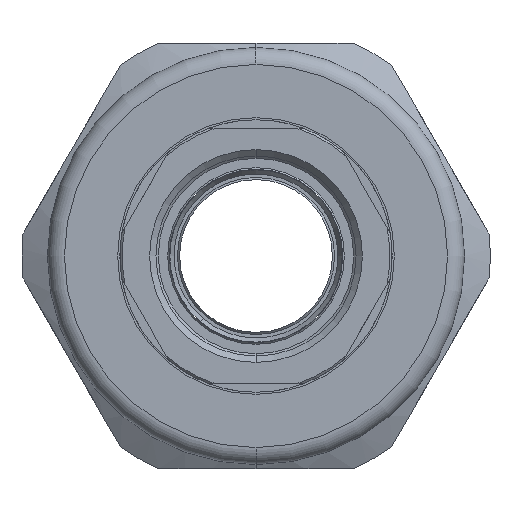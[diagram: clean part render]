
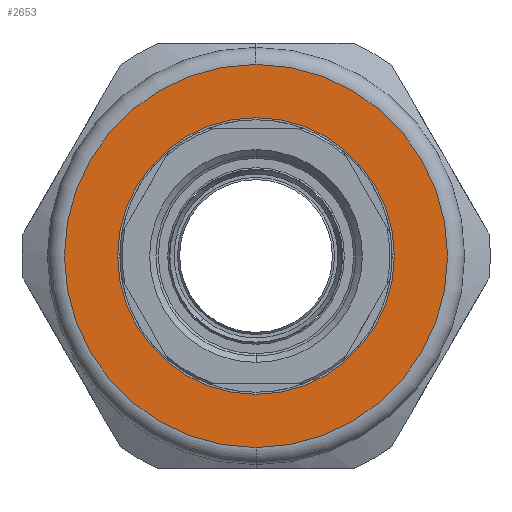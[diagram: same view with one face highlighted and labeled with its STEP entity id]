
A CAD part, left-side view. The second image highlights one B-rep face of the part: STEP entity #2653.
In plain terms, the highlighted planar face has unit normal (-1, 0, 0).
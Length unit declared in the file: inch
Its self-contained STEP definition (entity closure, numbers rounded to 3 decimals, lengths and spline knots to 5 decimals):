
#44 = CARTESIAN_POINT ( 'NONE',  ( -0.24094, 0., 0. ) ) ;
#208 = EDGE_LOOP ( 'NONE', ( #1055, #2294 ) ) ;
#235 = CARTESIAN_POINT ( 'NONE',  ( -0.24094, 0., 0. ) ) ;
#353 = CARTESIAN_POINT ( 'NONE',  ( -0.24094, 0., 0.88583 ) ) ;
#459 = CARTESIAN_POINT ( 'NONE',  ( -0.24094, 0., 0. ) ) ;
#477 = EDGE_CURVE ( 'NONE', #1871, #1093, #573, .T. ) ;
#485 = EDGE_CURVE ( 'NONE', #2723, #2913, #2664, .T. ) ;
#573 = CIRCLE ( 'NONE', #2503, 0.63976 ) ;
#604 = ORIENTED_EDGE ( 'NONE', *, *, #1347, .T. ) ;
#611 = CARTESIAN_POINT ( 'NONE',  ( -0.24094, 0., -0.63976 ) ) ;
#849 = CARTESIAN_POINT ( 'NONE',  ( -0.24094, 0., 0.63976 ) ) ;
#906 = DIRECTION ( 'NONE',  ( 0., 0., -1. ) ) ;
#978 = ORIENTED_EDGE ( 'NONE', *, *, #477, .T. ) ;
#987 = CARTESIAN_POINT ( 'NONE',  ( -0.24094, 0., 0. ) ) ;
#1030 = CIRCLE ( 'NONE', #1497, 0.63976 ) ;
#1045 = DIRECTION ( 'NONE',  ( 0., 0., -1. ) ) ;
#1055 = ORIENTED_EDGE ( 'NONE', *, *, #1510, .F. ) ;
#1090 = FACE_BOUND ( 'NONE', #2136, .T. ) ;
#1093 = VERTEX_POINT ( 'NONE', #611 ) ;
#1134 = DIRECTION ( 'NONE',  ( 1., 0., 0. ) ) ;
#1186 = DIRECTION ( 'NONE',  ( 1., 0., 0. ) ) ;
#1266 = DIRECTION ( 'NONE',  ( 1., 0., 0. ) ) ;
#1335 = AXIS2_PLACEMENT_3D ( 'NONE', #987, #2829, #2417 ) ;
#1347 = EDGE_CURVE ( 'NONE', #1093, #1871, #1030, .T. ) ;
#1497 = AXIS2_PLACEMENT_3D ( 'NONE', #1731, #1266, #1045 ) ;
#1510 = EDGE_CURVE ( 'NONE', #2913, #2723, #1967, .T. ) ;
#1565 = DIRECTION ( 'NONE',  ( 0., 0., -1. ) ) ;
#1731 = CARTESIAN_POINT ( 'NONE',  ( -0.24094, 0., 0. ) ) ;
#1871 = VERTEX_POINT ( 'NONE', #849 ) ;
#1877 = DIRECTION ( 'NONE',  ( 0., 0., -1. ) ) ;
#1967 = CIRCLE ( 'NONE', #2856, 0.88583 ) ;
#2136 = EDGE_LOOP ( 'NONE', ( #604, #978 ) ) ;
#2294 = ORIENTED_EDGE ( 'NONE', *, *, #485, .F. ) ;
#2307 = DIRECTION ( 'NONE',  ( 1., 0., 0. ) ) ;
#2417 = DIRECTION ( 'NONE',  ( 0., 0., 1. ) ) ;
#2498 = FACE_OUTER_BOUND ( 'NONE', #208, .T. ) ;
#2503 = AXIS2_PLACEMENT_3D ( 'NONE', #235, #2307, #906 ) ;
#2653 = ADVANCED_FACE ( 'NONE', ( #1090, #2498 ), #2868, .T. ) ;
#2664 = CIRCLE ( 'NONE', #2854, 0.88583 ) ;
#2723 = VERTEX_POINT ( 'NONE', #353 ) ;
#2829 = DIRECTION ( 'NONE',  ( -1., 0., 0. ) ) ;
#2854 = AXIS2_PLACEMENT_3D ( 'NONE', #459, #1134, #1565 ) ;
#2856 = AXIS2_PLACEMENT_3D ( 'NONE', #44, #1186, #1877 ) ;
#2868 = PLANE ( 'NONE',  #1335 ) ;
#2913 = VERTEX_POINT ( 'NONE', #2947 ) ;
#2947 = CARTESIAN_POINT ( 'NONE',  ( -0.24094, 0., -0.88583 ) ) ;
